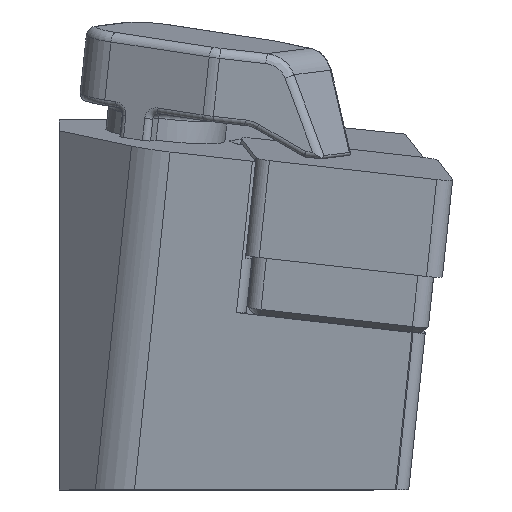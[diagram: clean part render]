
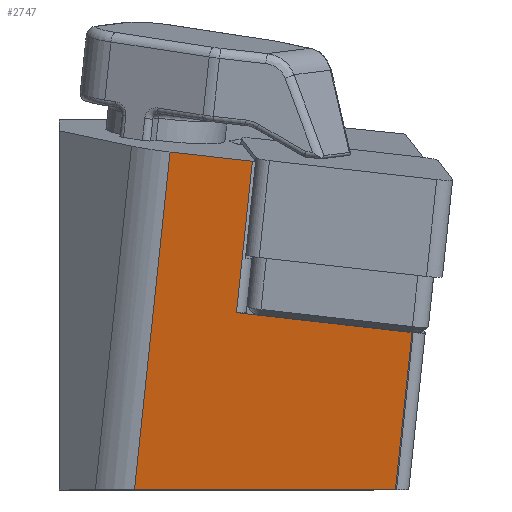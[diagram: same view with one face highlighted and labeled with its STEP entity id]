
A CAD part, left-side view. The second image highlights one B-rep face of the part: STEP entity #2747.
In plain terms, the highlighted planar face has unit normal (-0.992, 0.087, -0.096).
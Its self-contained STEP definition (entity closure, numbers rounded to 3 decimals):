
#28 = DIRECTION ( 'NONE',  ( 0.076, 0.991, 0.112 ) ) ;
#37 = CARTESIAN_POINT ( 'NONE',  ( 2.118, -15.641, 1.64 ) ) ;
#149 = CARTESIAN_POINT ( 'NONE',  ( 3.673, -27.241, -25. ) ) ;
#205 = DIRECTION ( 'NONE',  ( -0.992, 0.087, -0.096 ) ) ;
#378 = VECTOR ( 'NONE', #5259, 1000. ) ;
#977 = VECTOR ( 'NONE', #5199, 1000. ) ;
#1101 = LINE ( 'NONE', #1152, #378 ) ;
#1152 = CARTESIAN_POINT ( 'NONE',  ( -19.343, -30.821, 210.295 ) ) ;
#1272 = VECTOR ( 'NONE', #6964, 1000. ) ;
#1324 = VERTEX_POINT ( 'NONE', #1364 ) ;
#1357 = ORIENTED_EDGE ( 'NONE', *, *, #6544, .F. ) ;
#1364 = CARTESIAN_POINT ( 'NONE',  ( 2.324, -28.583, -12.236 ) ) ;
#1656 = LINE ( 'NONE', #3081, #5975 ) ;
#2011 = LINE ( 'NONE', #4251, #3675 ) ;
#2126 = EDGE_CURVE ( 'NONE', #3926, #3718, #2821, .T. ) ;
#2277 = EDGE_CURVE ( 'NONE', #1324, #6482, #2011, .T. ) ;
#2439 = DIRECTION ( 'NONE',  ( 0.105, 0.104, -0.989 ) ) ;
#2624 = EDGE_CURVE ( 'NONE', #3926, #4861, #1101, .T. ) ;
#2742 = CARTESIAN_POINT ( 'NONE',  ( 2.629, -8.97, 2.395 ) ) ;
#2747 = ADVANCED_FACE ( 'NONE', ( #3856 ), #4770, .T. ) ;
#2751 = CARTESIAN_POINT ( 'NONE',  ( 3.414, -14.352, -10.625 ) ) ;
#2821 = LINE ( 'NONE', #5830, #1272 ) ;
#3005 = VERTEX_POINT ( 'NONE', #149 ) ;
#3081 = CARTESIAN_POINT ( 'NONE',  ( 6.011, -0.526, -25. ) ) ;
#3442 = ORIENTED_EDGE ( 'NONE', *, *, #2624, .T. ) ;
#3470 = LINE ( 'NONE', #5781, #977 ) ;
#3472 = AXIS2_PLACEMENT_3D ( 'NONE', #6134, #205, #4918 ) ;
#3650 = VECTOR ( 'NONE', #2439, 1000. ) ;
#3666 = DIRECTION ( 'NONE',  ( 0.087, 0.996, 0. ) ) ;
#3675 = VECTOR ( 'NONE', #28, 1000. ) ;
#3718 = VERTEX_POINT ( 'NONE', #37 ) ;
#3856 = FACE_OUTER_BOUND ( 'NONE', #4096, .T. ) ;
#3926 = VERTEX_POINT ( 'NONE', #2742 ) ;
#3942 = ORIENTED_EDGE ( 'NONE', *, *, #2277, .T. ) ;
#4096 = EDGE_LOOP ( 'NONE', ( #1357, #5645, #3442, #7376, #6755, #3942 ) ) ;
#4251 = CARTESIAN_POINT ( 'NONE',  ( 2.324, -28.583, -12.236 ) ) ;
#4770 = PLANE ( 'NONE',  #3472 ) ;
#4861 = VERTEX_POINT ( 'NONE', #6911 ) ;
#4918 = DIRECTION ( 'NONE',  ( -0.096, 0., 0.995 ) ) ;
#5199 = DIRECTION ( 'NONE',  ( 0.105, 0.104, -0.989 ) ) ;
#5259 = DIRECTION ( 'NONE',  ( 0.105, 0.104, -0.989 ) ) ;
#5289 = LINE ( 'NONE', #5964, #3650 ) ;
#5645 = ORIENTED_EDGE ( 'NONE', *, *, #2126, .F. ) ;
#5781 = CARTESIAN_POINT ( 'NONE',  ( 1.571, -16.185, 6.816 ) ) ;
#5830 = CARTESIAN_POINT ( 'NONE',  ( 3.267, -0.628, 3.339 ) ) ;
#5964 = CARTESIAN_POINT ( 'NONE',  ( -20.944, -51.723, 207.929 ) ) ;
#5975 = VECTOR ( 'NONE', #3666, 1000. ) ;
#5992 = EDGE_CURVE ( 'NONE', #3005, #4861, #1656, .T. ) ;
#6134 = CARTESIAN_POINT ( 'NONE',  ( -20.944, -51.723, 207.929 ) ) ;
#6482 = VERTEX_POINT ( 'NONE', #2751 ) ;
#6544 = EDGE_CURVE ( 'NONE', #3718, #6482, #3470, .T. ) ;
#6755 = ORIENTED_EDGE ( 'NONE', *, *, #6963, .F. ) ;
#6911 = CARTESIAN_POINT ( 'NONE',  ( 5.524, -6.09, -25. ) ) ;
#6963 = EDGE_CURVE ( 'NONE', #1324, #3005, #5289, .T. ) ;
#6964 = DIRECTION ( 'NONE',  ( -0.076, -0.991, -0.112 ) ) ;
#7376 = ORIENTED_EDGE ( 'NONE', *, *, #5992, .F. ) ;
